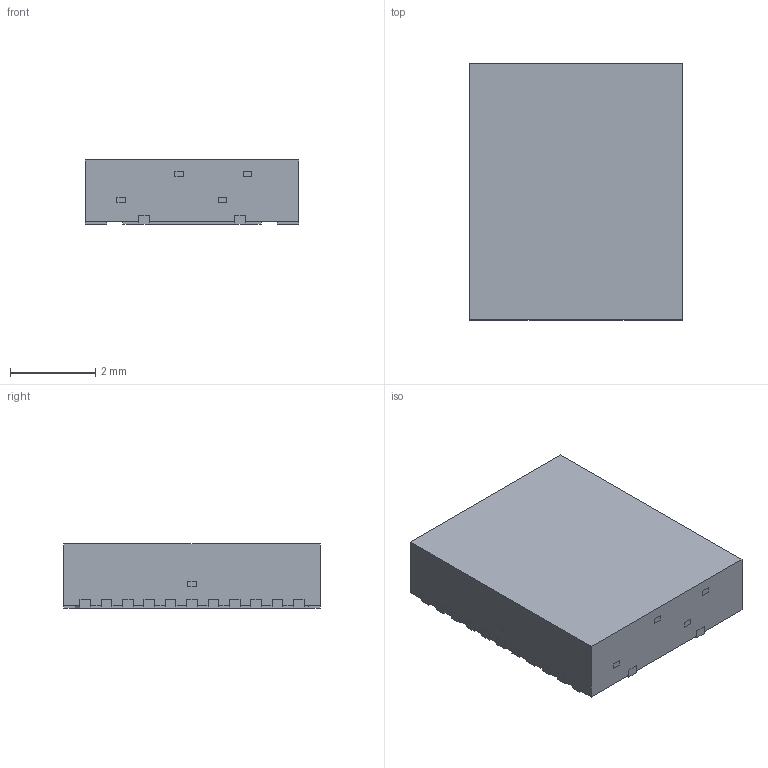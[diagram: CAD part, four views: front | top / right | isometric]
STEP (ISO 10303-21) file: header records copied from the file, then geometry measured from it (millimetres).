
FILE_DESCRIPTION((''),'2;1');
FILE_NAME('DQP0022A_ASM','2015-12-11T',('a0412025'),(''),'PRO/ENGINEER BY PARAMETRIC TECHNOLOGY CORPORATION, 2011490','PRO/ENGINEER BY PARAMETRIC TECHNOLOGY CORPORATION, 2011490','');
FILE_SCHEMA(('AUTOMOTIVE_DESIGN_CC2 { 1 2 10303 214 -1 1 5 2 }'));
Length unit declared in the file: millimetre
Products named in the file (6): BODY-SON; FRAME-DQP0022A; PIN1-ID; CLIP1-LSON; CLIP2-LSON; DQP0022A_ASM
Assembly tree (5 placements, depth 2):
  DQP0022A_ASM
    BODY-SON
    FRAME-DQP0022A
    PIN1-ID
    CLIP1-LSON
    CLIP2-LSON
Bounding box: 5 x 6 x 1.5 mm (x, y, z)
Volume: 44.5 mm3; surface area: 345.4 mm2
Topology: 26 solids, 26 shells, 388 faces, 1026 edges, 684 vertices
Faces by surface type: plane 388
Entity records: 15328 total; most frequent: CARTESIAN_POINT 2109, ORIENTED_EDGE 2052, DIRECTION 1824, PRESENTATION_STYLE_ASSIGNMENT 1075, STYLED_ITEM 1052, VECTOR 1026, LINE 1026, CURVE_STYLE 1026
